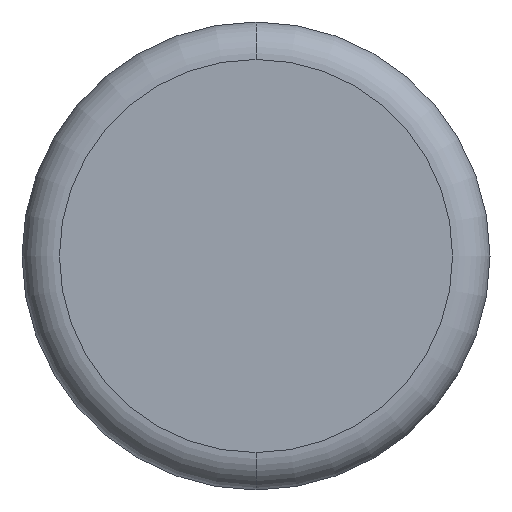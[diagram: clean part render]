
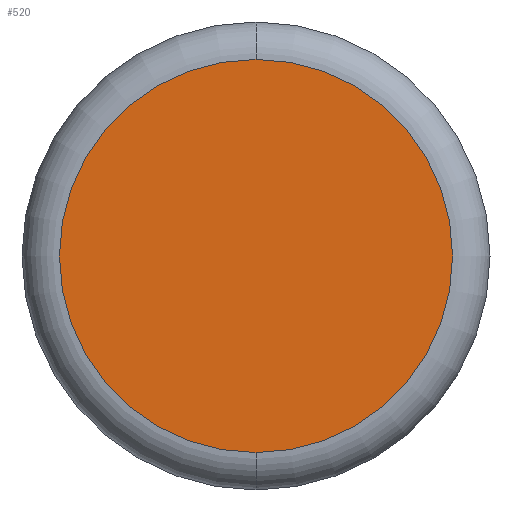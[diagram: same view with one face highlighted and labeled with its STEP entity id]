
A CAD part, front view. The second image highlights one B-rep face of the part: STEP entity #520.
In plain terms, the highlighted planar face has unit normal (0, -1, 0).
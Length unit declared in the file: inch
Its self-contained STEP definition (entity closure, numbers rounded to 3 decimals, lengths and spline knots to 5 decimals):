
#6 = DIRECTION ( 'NONE',  ( 0., -1., 0. ) ) ;
#34 = ORIENTED_EDGE ( 'NONE', *, *, #250, .T. ) ;
#45 = DIRECTION ( 'NONE',  ( 0., -1., 0. ) ) ;
#47 = CIRCLE ( 'NONE', #512, 0.1575 ) ;
#97 = AXIS2_PLACEMENT_3D ( 'NONE', #509, #6, #143 ) ;
#139 = CARTESIAN_POINT ( 'NONE',  ( 0., 0., -0.1575 ) ) ;
#143 = DIRECTION ( 'NONE',  ( 0., 0., -1. ) ) ;
#171 = EDGE_CURVE ( 'NONE', #284, #282, #47, .T. ) ;
#208 = FACE_OUTER_BOUND ( 'NONE', #408, .T. ) ;
#209 = ORIENTED_EDGE ( 'NONE', *, *, #171, .T. ) ;
#218 = PLANE ( 'NONE',  #97 ) ;
#250 = EDGE_CURVE ( 'NONE', #282, #284, #386, .T. ) ;
#252 = CARTESIAN_POINT ( 'NONE',  ( 0., 0., 0. ) ) ;
#260 = CARTESIAN_POINT ( 'NONE',  ( 0., 0., 0. ) ) ;
#282 = VERTEX_POINT ( 'NONE', #333 ) ;
#284 = VERTEX_POINT ( 'NONE', #139 ) ;
#310 = DIRECTION ( 'NONE',  ( 0., 0., -1. ) ) ;
#333 = CARTESIAN_POINT ( 'NONE',  ( 0., 0., 0.1575 ) ) ;
#367 = DIRECTION ( 'NONE',  ( 0., 0., -1. ) ) ;
#374 = DIRECTION ( 'NONE',  ( 0., -1., 0. ) ) ;
#386 = CIRCLE ( 'NONE', #439, 0.1575 ) ;
#408 = EDGE_LOOP ( 'NONE', ( #209, #34 ) ) ;
#439 = AXIS2_PLACEMENT_3D ( 'NONE', #252, #374, #367 ) ;
#509 = CARTESIAN_POINT ( 'NONE',  ( 0., 0., 0. ) ) ;
#512 = AXIS2_PLACEMENT_3D ( 'NONE', #260, #45, #310 ) ;
#520 = ADVANCED_FACE ( 'NONE', ( #208 ), #218, .T. ) ;
